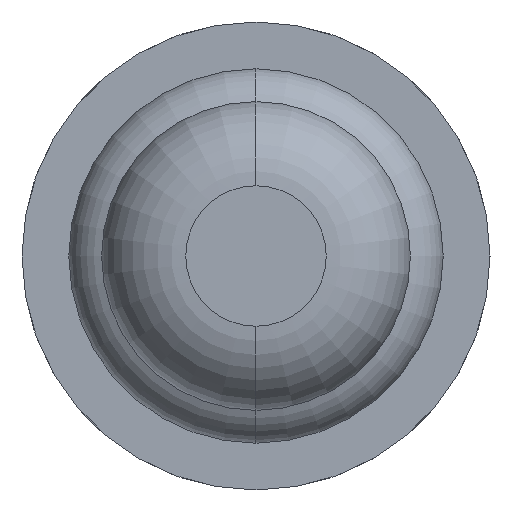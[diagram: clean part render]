
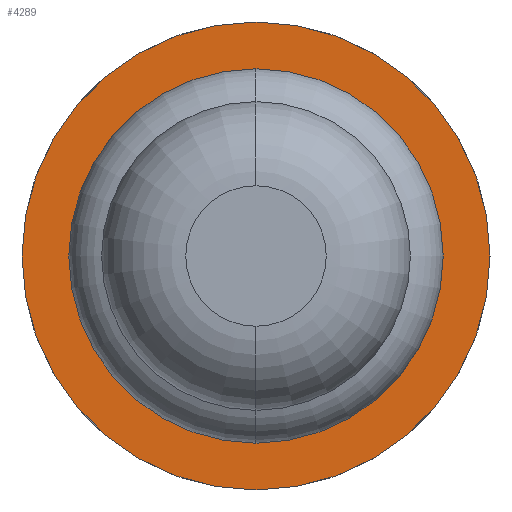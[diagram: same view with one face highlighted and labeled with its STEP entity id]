
A CAD part, front view. The second image highlights one B-rep face of the part: STEP entity #4289.
In plain terms, the highlighted planar face has unit normal (0, -1, 0).
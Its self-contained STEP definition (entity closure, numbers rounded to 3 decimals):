
#108 = DIRECTION ( 'NONE',  ( 0., 0., -1. ) ) ;
#141 = DIRECTION ( 'NONE',  ( 0., 0., -1. ) ) ;
#181 = EDGE_LOOP ( 'NONE', ( #1658, #392 ) ) ;
#223 = DIRECTION ( 'NONE',  ( 0., -1., 0. ) ) ;
#277 = CIRCLE ( 'NONE', #635, 1.25 ) ;
#392 = ORIENTED_EDGE ( 'NONE', *, *, #2664, .T. ) ;
#420 = CARTESIAN_POINT ( 'NONE',  ( 0., 5.3, 0. ) ) ;
#468 = DIRECTION ( 'NONE',  ( 0., 0., -1. ) ) ;
#491 = CARTESIAN_POINT ( 'NONE',  ( 0., 5.3, 0. ) ) ;
#635 = AXIS2_PLACEMENT_3D ( 'NONE', #2527, #223, #2910 ) ;
#735 = CARTESIAN_POINT ( 'NONE',  ( 0., 5.3, -0.5 ) ) ;
#756 = EDGE_CURVE ( 'Defeature ausgef�hrt1_16+Defeature ausgef�hrt1_15+Defeature ausgef�hrt1_15+Defeature ausgef�hrt1_15', #4643, #4334, #277, .T. ) ;
#835 = FACE_OUTER_BOUND ( 'NONE', #181, .T. ) ;
#869 = VERTEX_POINT ( 'NONE', #735 ) ;
#1057 = AXIS2_PLACEMENT_3D ( 'NONE', #4690, #3848, #141 ) ;
#1262 = DIRECTION ( 'NONE',  ( 0., -1., 0. ) ) ;
#1614 = VERTEX_POINT ( 'NONE', #2809 ) ;
#1658 = ORIENTED_EDGE ( 'NONE', *, *, #756, .T. ) ;
#1812 = CARTESIAN_POINT ( 'NONE',  ( 0., 5.3, -1.25 ) ) ;
#2250 = AXIS2_PLACEMENT_3D ( 'NONE', #4607, #3500, #2289 ) ;
#2289 = DIRECTION ( 'NONE',  ( 0., 0., -1. ) ) ;
#2356 = EDGE_CURVE ( 'Defeature ausgef�hrt1_0+Defeature ausgef�hrt1_16+Defeature ausgef�hrt1_16+Defeature ausgef�hrt1_16', #1614, #869, #3803, .T. ) ;
#2527 = CARTESIAN_POINT ( 'NONE',  ( 0., 5.3, 0. ) ) ;
#2576 = EDGE_CURVE ( 'Defeature ausgef�hrt1_0+Defeature ausgef�hrt1_16+Defeature ausgef�hrt1_16+Defeature ausgef�hrt1_16', #869, #1614, #4933, .T. ) ;
#2653 = AXIS2_PLACEMENT_3D ( 'NONE', #491, #3992, #108 ) ;
#2664 = EDGE_CURVE ( 'Defeature ausgef�hrt1_16+Defeature ausgef�hrt1_15+Defeature ausgef�hrt1_15+Defeature ausgef�hrt1_15', #4334, #4643, #3795, .T. ) ;
#2809 = CARTESIAN_POINT ( 'NONE',  ( 0., 5.3, 0.5 ) ) ;
#2910 = DIRECTION ( 'NONE',  ( 0., 0., -1. ) ) ;
#3483 = CARTESIAN_POINT ( 'NONE',  ( 0., 5.3, 1.25 ) ) ;
#3500 = DIRECTION ( 'NONE',  ( 0., -1., 0. ) ) ;
#3795 = CIRCLE ( 'NONE', #4217, 1.25 ) ;
#3803 = CIRCLE ( 'NONE', #2653, 0.5 ) ;
#3830 = EDGE_LOOP ( 'NONE', ( #4215, #4238 ) ) ;
#3848 = DIRECTION ( 'NONE',  ( 0., -1., 0. ) ) ;
#3863 = FACE_BOUND ( 'NONE', #3830, .T. ) ;
#3992 = DIRECTION ( 'NONE',  ( 0., -1., 0. ) ) ;
#4215 = ORIENTED_EDGE ( 'NONE', *, *, #2576, .F. ) ;
#4217 = AXIS2_PLACEMENT_3D ( 'NONE', #420, #1262, #468 ) ;
#4238 = ORIENTED_EDGE ( 'NONE', *, *, #2356, .F. ) ;
#4289 = ADVANCED_FACE ( 'Defeature ausgef�hrt1_16', ( #835, #3863 ), #4958, .T. ) ;
#4334 = VERTEX_POINT ( 'NONE', #3483 ) ;
#4607 = CARTESIAN_POINT ( 'NONE',  ( 0., 5.3, 0. ) ) ;
#4643 = VERTEX_POINT ( 'NONE', #1812 ) ;
#4690 = CARTESIAN_POINT ( 'NONE',  ( 0.5, 5.3, 0. ) ) ;
#4933 = CIRCLE ( 'NONE', #2250, 0.5 ) ;
#4958 = PLANE ( 'NONE',  #1057 ) ;
